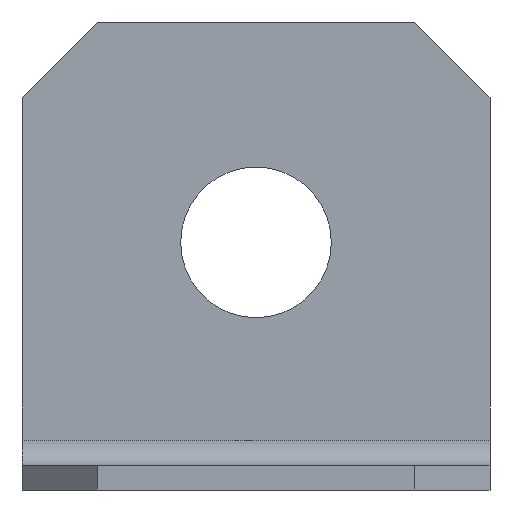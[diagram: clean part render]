
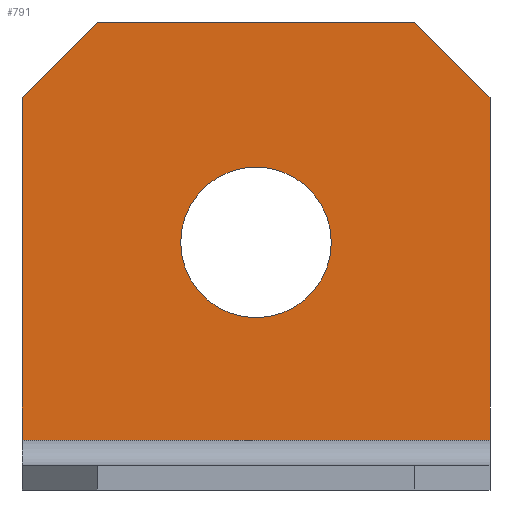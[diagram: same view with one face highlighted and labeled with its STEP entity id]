
A CAD part, front view. The second image highlights one B-rep face of the part: STEP entity #791.
In plain terms, the highlighted planar face has unit normal (0, -1, 0).
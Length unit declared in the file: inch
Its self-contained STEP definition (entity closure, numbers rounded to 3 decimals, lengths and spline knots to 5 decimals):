
#76=CARTESIAN_POINT('',(0.19,0.4685,0.625));
#77=VERTEX_POINT('',#76);
#86=CARTESIAN_POINT('',(-0.19,0.4685,0.625));
#87=VERTEX_POINT('',#86);
#88=CARTESIAN_POINT('',(0.,0.4685,0.625));
#89=DIRECTION('',(0.0,1.0,0.0));
#90=DIRECTION('',(1.0,0.0,0.0));
#91=AXIS2_PLACEMENT_3D('',#88,#89,#90);
#92=CIRCLE('',#91,0.19);
#93=EDGE_CURVE('',#87,#77,#92,.T.);
#312=CARTESIAN_POINT('',(0.40055,0.4685,1.1811));
#313=VERTEX_POINT('',#312);
#314=CARTESIAN_POINT('',(0.59055,0.4685,0.9911));
#315=VERTEX_POINT('',#314);
#316=CARTESIAN_POINT('',(0.40055,0.4685,1.1811));
#317=DIRECTION('',(0.707,0.,-0.707));
#318=VECTOR('',#317,0.2687);
#319=LINE('',#316,#318);
#320=EDGE_CURVE('',#313,#315,#319,.T.);
#410=CARTESIAN_POINT('',(0.59055,0.4685,0.126));
#411=VERTEX_POINT('',#410);
#412=CARTESIAN_POINT('',(0.59055,0.4685,0.9911));
#413=DIRECTION('',(0.0,0.0,-1.0));
#414=VECTOR('',#413,0.8651);
#415=LINE('',#412,#414);
#416=EDGE_CURVE('',#315,#411,#415,.T.);
#586=CARTESIAN_POINT('',(-0.59055,0.4685,0.126));
#587=VERTEX_POINT('',#586);
#595=CARTESIAN_POINT('',(-0.59055,0.4685,0.9911));
#596=VERTEX_POINT('',#595);
#597=CARTESIAN_POINT('',(-0.59055,0.4685,0.126));
#598=DIRECTION('',(0.0,0.0,1.0));
#599=VECTOR('',#598,0.8651);
#600=LINE('',#597,#599);
#601=EDGE_CURVE('',#587,#596,#600,.T.);
#626=CARTESIAN_POINT('',(-0.40055,0.4685,1.1811));
#627=VERTEX_POINT('',#626);
#628=CARTESIAN_POINT('',(-0.59055,0.4685,0.9911));
#629=DIRECTION('',(0.707,0.,0.707));
#630=VECTOR('',#629,0.2687);
#631=LINE('',#628,#630);
#632=EDGE_CURVE('',#596,#627,#631,.T.);
#674=CARTESIAN_POINT('',(0.,0.4685,0.625));
#675=DIRECTION('',(0.0,1.0,0.0));
#676=DIRECTION('',(1.0,0.0,0.0));
#677=AXIS2_PLACEMENT_3D('',#674,#675,#676);
#678=CIRCLE('',#677,0.19);
#679=EDGE_CURVE('',#77,#87,#678,.T.);
#701=CARTESIAN_POINT('',(-0.59055,0.4685,0.126));
#702=DIRECTION('',(1.0,0.0,0.0));
#703=VECTOR('',#702,1.1811);
#704=LINE('',#701,#703);
#705=EDGE_CURVE('',#587,#411,#704,.T.);
#765=CARTESIAN_POINT('',(-0.40055,0.4685,1.1811));
#766=DIRECTION('',(1.0,0.0,0.0));
#767=VECTOR('',#766,0.8011);
#768=LINE('',#765,#767);
#769=EDGE_CURVE('',#627,#313,#768,.T.);
#774=CARTESIAN_POINT('',(0.,0.4685,0.59055));
#775=DIRECTION('',(0.0,1.0,0.0));
#776=DIRECTION('',(0.0,0.0,1.0));
#777=AXIS2_PLACEMENT_3D('',#774,#775,#776);
#778=PLANE('',#777);
#779=ORIENTED_EDGE('',*,*,#320,.F.);
#780=ORIENTED_EDGE('',*,*,#769,.F.);
#781=ORIENTED_EDGE('',*,*,#632,.F.);
#782=ORIENTED_EDGE('',*,*,#601,.F.);
#783=ORIENTED_EDGE('',*,*,#705,.T.);
#784=ORIENTED_EDGE('',*,*,#416,.F.);
#785=EDGE_LOOP('',(#779,#780,#781,#782,#783,#784));
#786=FACE_OUTER_BOUND('',#785,.T.);
#787=ORIENTED_EDGE('',*,*,#93,.T.);
#788=ORIENTED_EDGE('',*,*,#679,.T.);
#789=EDGE_LOOP('',(#787,#788));
#790=FACE_BOUND('',#789,.T.);
#791=ADVANCED_FACE('',(#786,#790),#778,.F.);
